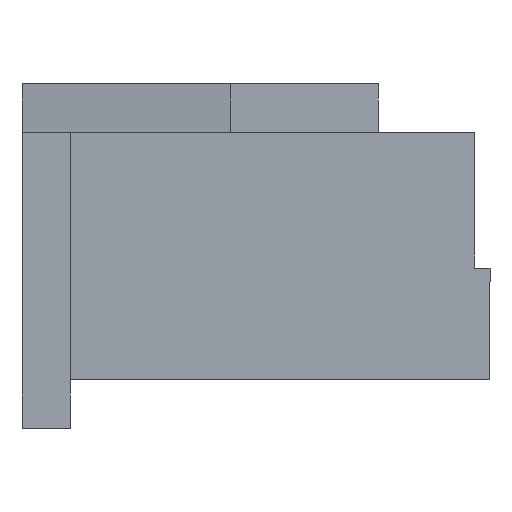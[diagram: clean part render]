
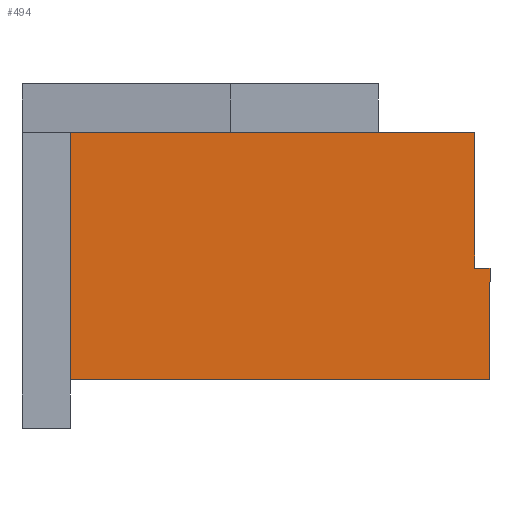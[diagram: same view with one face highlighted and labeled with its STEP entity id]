
A CAD part, left-side view. The second image highlights one B-rep face of the part: STEP entity #494.
In plain terms, the highlighted planar face has unit normal (-1, 0, 0).
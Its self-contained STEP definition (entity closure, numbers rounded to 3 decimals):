
#345 = VERTEX_POINT ( 'NONE', #837 ) ;
#347 = EDGE_CURVE ( 'NONE', #348, #345, #836, .T. ) ;
#348 = VERTEX_POINT ( 'NONE', #832 ) ;
#400 = EDGE_CURVE ( 'NONE', #345, #401, #930, .T. ) ;
#401 = VERTEX_POINT ( 'NONE', #991 ) ;
#402 = ORIENTED_EDGE ( 'NONE', *, *, #403, .F. ) ;
#403 = EDGE_CURVE ( 'NONE', #498, #401, #990, .T. ) ;
#413 = EDGE_CURVE ( 'NONE', #348, #501, #967, .T. ) ;
#414 = ORIENTED_EDGE ( 'NONE', *, *, #347, .T. ) ;
#415 = ORIENTED_EDGE ( 'NONE', *, *, #400, .T. ) ;
#422 = EDGE_LOOP ( 'NONE', ( #495, #499, #502, #414, #415, #402 ) ) ;
#494 = ADVANCED_FACE ( 'NONE', ( #1147 ), #1146, .T. ) ;
#495 = ORIENTED_EDGE ( 'NONE', *, *, #496, .F. ) ;
#496 = EDGE_CURVE ( 'NONE', #497, #498, #1141, .T. ) ;
#497 = VERTEX_POINT ( 'NONE', #1137 ) ;
#498 = VERTEX_POINT ( 'NONE', #1136 ) ;
#499 = ORIENTED_EDGE ( 'NONE', *, *, #500, .F. ) ;
#500 = EDGE_CURVE ( 'NONE', #501, #497, #1135, .T. ) ;
#501 = VERTEX_POINT ( 'NONE', #1131 ) ;
#502 = ORIENTED_EDGE ( 'NONE', *, *, #413, .F. ) ;
#832 = CARTESIAN_POINT ( 'NONE',  ( -2.85, 3.07, 0.8 ) ) ;
#833 = DIRECTION ( 'NONE',  ( 0., -1., 0. ) ) ;
#834 = VECTOR ( 'NONE', #833, 1000. ) ;
#835 = CARTESIAN_POINT ( 'NONE',  ( -2.85, 3.87, 0.8 ) ) ;
#836 = LINE ( 'NONE', #835, #834 ) ;
#837 = CARTESIAN_POINT ( 'NONE',  ( -2.85, -3.88, 0.8 ) ) ;
#927 = DIRECTION ( 'NONE',  ( 0., 0., 1. ) ) ;
#928 = VECTOR ( 'NONE', #927, 1000. ) ;
#929 = CARTESIAN_POINT ( 'NONE',  ( -2.85, -3.88, 0.8 ) ) ;
#930 = LINE ( 'NONE', #929, #928 ) ;
#964 = DIRECTION ( 'NONE',  ( 0., 0., 1. ) ) ;
#965 = VECTOR ( 'NONE', #964, 1000. ) ;
#966 = CARTESIAN_POINT ( 'NONE',  ( -2.85, 3.07, 0.8 ) ) ;
#967 = LINE ( 'NONE', #966, #965 ) ;
#987 = DIRECTION ( 'NONE',  ( 0., -1., 0. ) ) ;
#988 = VECTOR ( 'NONE', #987, 1000. ) ;
#989 = CARTESIAN_POINT ( 'NONE',  ( -2.85, 3.87, 2.65 ) ) ;
#990 = LINE ( 'NONE', #989, #988 ) ;
#991 = CARTESIAN_POINT ( 'NONE',  ( -2.85, -3.88, 2.65 ) ) ;
#1131 = CARTESIAN_POINT ( 'NONE',  ( -2.85, 3.07, 4.9 ) ) ;
#1132 = DIRECTION ( 'NONE',  ( 0., -1., 0. ) ) ;
#1133 = VECTOR ( 'NONE', #1132, 1000. ) ;
#1134 = CARTESIAN_POINT ( 'NONE',  ( -2.85, 3.87, 4.9 ) ) ;
#1135 = LINE ( 'NONE', #1134, #1133 ) ;
#1136 = CARTESIAN_POINT ( 'NONE',  ( -2.85, -3.63, 2.65 ) ) ;
#1137 = CARTESIAN_POINT ( 'NONE',  ( -2.85, -3.63, 4.9 ) ) ;
#1138 = DIRECTION ( 'NONE',  ( 0., 0., -1. ) ) ;
#1139 = VECTOR ( 'NONE', #1138, 1000. ) ;
#1140 = CARTESIAN_POINT ( 'NONE',  ( -2.85, -3.63, 0.8 ) ) ;
#1141 = LINE ( 'NONE', #1140, #1139 ) ;
#1142 = DIRECTION ( 'NONE',  ( 0., -1., 0. ) ) ;
#1143 = DIRECTION ( 'NONE',  ( -1., 0., 0. ) ) ;
#1144 = CARTESIAN_POINT ( 'NONE',  ( -2.85, 3.87, 0.8 ) ) ;
#1145 = AXIS2_PLACEMENT_3D ( 'NONE', #1144, #1143, #1142 ) ;
#1146 = PLANE ( 'NONE',  #1145 ) ;
#1147 = FACE_OUTER_BOUND ( 'NONE', #422, .T. ) ;
